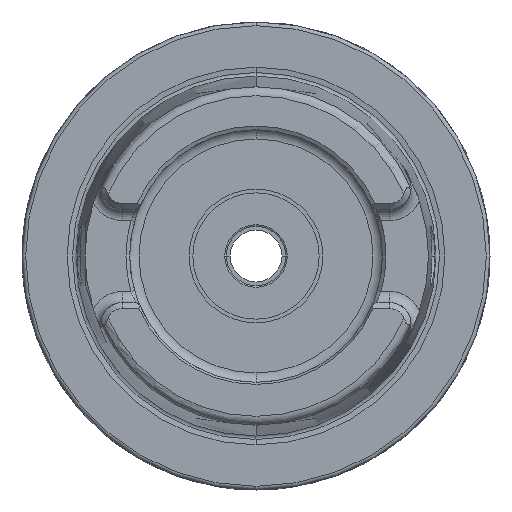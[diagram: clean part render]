
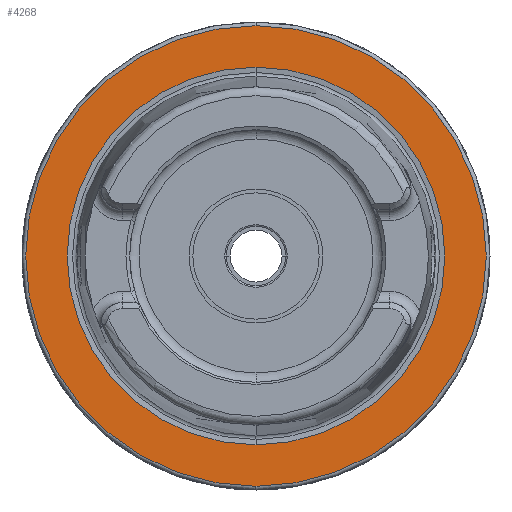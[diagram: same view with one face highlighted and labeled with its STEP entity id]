
A CAD part, left-side view. The second image highlights one B-rep face of the part: STEP entity #4268.
In plain terms, the highlighted planar face has unit normal (-1, 0, 0).
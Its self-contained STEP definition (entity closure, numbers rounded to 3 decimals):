
#1111=CARTESIAN_POINT('',(0.,0.,0.));
#1112=DIRECTION('',(1.,0.,0.));
#1113=DIRECTION('',(0.,0.,-1.));
#1114=AXIS2_PLACEMENT_3D('',#1111,#1112,#1113);
#1116=CARTESIAN_POINT('',(0.,0.,0.));
#1117=DIRECTION('',(1.,0.,0.));
#1118=DIRECTION('',(0.,0.,1.));
#1119=AXIS2_PLACEMENT_3D('',#1116,#1117,#1118);
#1121=CARTESIAN_POINT('',(0.,0.,0.));
#1122=DIRECTION('',(-1.,0.,0.));
#1123=DIRECTION('',(0.,0.,1.));
#1124=AXIS2_PLACEMENT_3D('',#1121,#1122,#1123);
#1126=CARTESIAN_POINT('',(0.,0.,0.));
#1127=DIRECTION('',(-1.,0.,0.));
#1128=DIRECTION('',(0.,0.,-1.));
#1129=AXIS2_PLACEMENT_3D('',#1126,#1127,#1128);
#2743=CARTESIAN_POINT('',(0.,0.,-25.42));
#2744=CARTESIAN_POINT('',(0.,0.,25.42));
#2745=VERTEX_POINT('',#2743);
#2746=VERTEX_POINT('',#2744);
#3072=CARTESIAN_POINT('',(0.,0.,31.));
#3073=CARTESIAN_POINT('',(0.,0.,-31.));
#3074=VERTEX_POINT('',#3072);
#3075=VERTEX_POINT('',#3073);
#4252=CARTESIAN_POINT('',(0.,0.,0.));
#4253=DIRECTION('',(1.,0.,0.));
#4254=DIRECTION('',(0.,0.,1.));
#4255=AXIS2_PLACEMENT_3D('',#4252,#4253,#4254);
#4256=PLANE('',#4255);
#4257=ORIENTED_EDGE('',*,*,#4242,.F.);
#4259=ORIENTED_EDGE('',*,*,#4258,.F.);
#4260=EDGE_LOOP('',(#4257,#4259));
#4261=FACE_OUTER_BOUND('',#4260,.F.);
#4263=ORIENTED_EDGE('',*,*,#4262,.F.);
#4265=ORIENTED_EDGE('',*,*,#4264,.F.);
#4266=EDGE_LOOP('',(#4263,#4265));
#4267=FACE_BOUND('',#4266,.F.);
#4268=ADVANCED_FACE('',(#4261,#4267),#4256,.F.);
#1115=CIRCLE('',#1114,25.42);
#1120=CIRCLE('',#1119,25.42);
#1125=CIRCLE('',#1124,31.);
#1130=CIRCLE('',#1129,31.);
#4242=EDGE_CURVE('',#3074,#3075,#1125,.T.);
#4258=EDGE_CURVE('',#3075,#3074,#1130,.T.);
#4262=EDGE_CURVE('',#2745,#2746,#1115,.T.);
#4264=EDGE_CURVE('',#2746,#2745,#1120,.T.);
